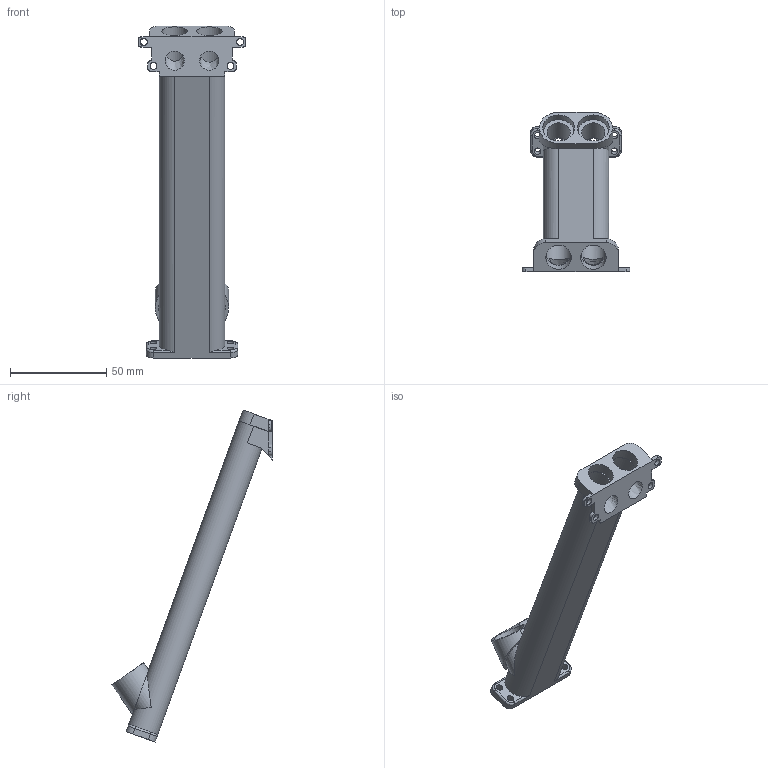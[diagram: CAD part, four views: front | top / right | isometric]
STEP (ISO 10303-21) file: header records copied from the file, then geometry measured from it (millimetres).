
FILE_DESCRIPTION(/* description */ (''),/* implementation_level */ '2;1');
FILE_NAME(/* name */ 'Motiv_SpindleMount_Green.step',/* time_stamp */ '2024-01-19T11:37:26+01:00',/* author */ (''),/* organization */ (''),/* preprocessor_version */ 'ST-DEVELOPER v20',/* originating_system */ 'Autodesk Translation Framework v12.14.0.127',/* authorisation */ '');
FILE_SCHEMA (('AUTOMOTIVE_DESIGN { 1 0 10303 214 3 1 1 }'));
Length unit declared in the file: millimetre
Products named in the file (1): SpindelMounts
Bounding box: 56 x 83.14 x 172.46 mm (x, y, z)
Volume: 47361.6 mm3; surface area: 36801.6 mm2
Topology: 1 solids, 1 shells, 103 faces, 280 edges, 178 vertices
Faces by surface type: plane 52, cylinder 45, torus 4, bspline 2
Full cylindrical faces by diameter (mm): 3.5 x8, 4 x2, 12 x2, 13 x2, 13.3 x2, 16 x2, 16.5 x2
Entity records: 3628 total; most frequent: CARTESIAN_POINT 872, DIRECTION 576, ORIENTED_EDGE 560, EDGE_CURVE 280, AXIS2_PLACEMENT_3D 210, VERTEX_POINT 178, LINE 156, VECTOR 156
